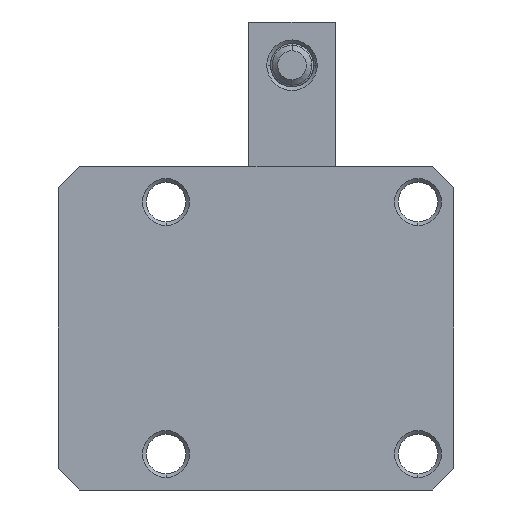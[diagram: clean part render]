
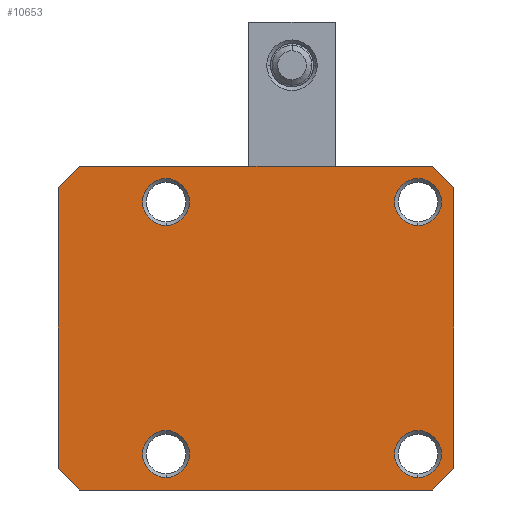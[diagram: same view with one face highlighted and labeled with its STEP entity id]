
A CAD part, front view. The second image highlights one B-rep face of the part: STEP entity #10653.
In plain terms, the highlighted planar face has unit normal (0, -1, 0).
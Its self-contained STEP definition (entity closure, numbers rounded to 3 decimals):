
#86 = LINE ( 'NONE', #16378, #8358 ) ;
#551 = DIRECTION ( 'NONE',  ( -0.707, 0., 0.707 ) ) ;
#711 = CARTESIAN_POINT ( 'NONE',  ( 484.13, 64.989, -21. ) ) ;
#883 = CARTESIAN_POINT ( 'NONE',  ( 458.13, 64.989, -22.5 ) ) ;
#919 = AXIS2_PLACEMENT_3D ( 'NONE', #9864, #16820, #12647 ) ;
#1042 = VECTOR ( 'NONE', #12145, 1000. ) ;
#1460 = EDGE_CURVE ( 'NONE', #7299, #3580, #6730, .T. ) ;
#1622 = DIRECTION ( 'NONE',  ( 0., 0., -1. ) ) ;
#1758 = DIRECTION ( 'NONE',  ( 0., 1., 0. ) ) ;
#1792 = CIRCLE ( 'NONE', #6915, 3.25 ) ;
#1804 = DIRECTION ( 'NONE',  ( 0., 0., -1. ) ) ;
#2099 = ORIENTED_EDGE ( 'NONE', *, *, #13388, .T. ) ;
#2419 = DIRECTION ( 'NONE',  ( 0., 1., 0. ) ) ;
#2431 = VERTEX_POINT ( 'NONE', #3419 ) ;
#2434 = EDGE_CURVE ( 'NONE', #6592, #7162, #17797, .T. ) ;
#2481 = AXIS2_PLACEMENT_3D ( 'NONE', #6783, #9725, #2601 ) ;
#2579 = DIRECTION ( 'NONE',  ( 0., 0., 1. ) ) ;
#2601 = DIRECTION ( 'NONE',  ( 0., 0., -1. ) ) ;
#2772 = AXIS2_PLACEMENT_3D ( 'NONE', #8568, #7243, #1622 ) ;
#3018 = CARTESIAN_POINT ( 'NONE',  ( 480.63, 64.989, -14.25 ) ) ;
#3065 = FACE_BOUND ( 'NONE', #15875, .T. ) ;
#3089 = VERTEX_POINT ( 'NONE', #7511 ) ;
#3267 = VECTOR ( 'NONE', #13530, 1000. ) ;
#3419 = CARTESIAN_POINT ( 'NONE',  ( 430.63, 64.989, -19.5 ) ) ;
#3494 = ORIENTED_EDGE ( 'NONE', *, *, #12077, .T. ) ;
#3578 = ORIENTED_EDGE ( 'NONE', *, *, #5128, .F. ) ;
#3580 = VERTEX_POINT ( 'NONE', #7111 ) ;
#3870 = DIRECTION ( 'NONE',  ( 0., 1., 0. ) ) ;
#4137 = AXIS2_PLACEMENT_3D ( 'NONE', #13000, #1758, #5940 ) ;
#4180 = CIRCLE ( 'NONE', #11582, 3.25 ) ;
#4297 = VERTEX_POINT ( 'NONE', #3018 ) ;
#4552 = PLANE ( 'NONE',  #2772 ) ;
#4596 = LINE ( 'NONE', #883, #11470 ) ;
#4745 = AXIS2_PLACEMENT_3D ( 'NONE', #15858, #15987, #10139 ) ;
#4876 = EDGE_CURVE ( 'NONE', #3089, #8963, #11219, .T. ) ;
#5128 = EDGE_CURVE ( 'NONE', #13470, #3580, #86, .T. ) ;
#5184 = ORIENTED_EDGE ( 'NONE', *, *, #11060, .F. ) ;
#5259 = CARTESIAN_POINT ( 'NONE',  ( 485.63, 64.989, -19.5 ) ) ;
#5295 = VERTEX_POINT ( 'NONE', #18244 ) ;
#5441 = CARTESIAN_POINT ( 'NONE',  ( 485.63, 64.989, 0. ) ) ;
#5492 = LINE ( 'NONE', #711, #3267 ) ;
#5594 = ORIENTED_EDGE ( 'NONE', *, *, #13543, .T. ) ;
#5940 = DIRECTION ( 'NONE',  ( 0., 0., -1. ) ) ;
#5967 = VECTOR ( 'NONE', #12142, 1000. ) ;
#6018 = AXIS2_PLACEMENT_3D ( 'NONE', #6326, #9153, #7787 ) ;
#6091 = CARTESIAN_POINT ( 'NONE',  ( 480.63, 64.989, -20.75 ) ) ;
#6162 = CIRCLE ( 'NONE', #13560, 3.25 ) ;
#6166 = CARTESIAN_POINT ( 'NONE',  ( 480.63, 64.989, 17.5 ) ) ;
#6201 = FACE_BOUND ( 'NONE', #6207, .T. ) ;
#6207 = EDGE_LOOP ( 'NONE', ( #12493, #8302 ) ) ;
#6286 = DIRECTION ( 'NONE',  ( 0., 1., 0. ) ) ;
#6326 = CARTESIAN_POINT ( 'NONE',  ( 480.63, 64.989, 17.5 ) ) ;
#6341 = CARTESIAN_POINT ( 'NONE',  ( 430.63, 64.989, 19.5 ) ) ;
#6542 = ORIENTED_EDGE ( 'NONE', *, *, #12680, .T. ) ;
#6592 = VERTEX_POINT ( 'NONE', #8848 ) ;
#6730 = LINE ( 'NONE', #17443, #15507 ) ;
#6783 = CARTESIAN_POINT ( 'NONE',  ( 480.63, 64.989, -17.5 ) ) ;
#6847 = DIRECTION ( 'NONE',  ( 0., 0., -1. ) ) ;
#6915 = AXIS2_PLACEMENT_3D ( 'NONE', #6166, #6286, #1804 ) ;
#7111 = CARTESIAN_POINT ( 'NONE',  ( 482.63, 64.989, 22.5 ) ) ;
#7162 = VERTEX_POINT ( 'NONE', #11506 ) ;
#7243 = DIRECTION ( 'NONE',  ( 0., -1., 0. ) ) ;
#7299 = VERTEX_POINT ( 'NONE', #7509 ) ;
#7325 = VERTEX_POINT ( 'NONE', #6091 ) ;
#7502 = LINE ( 'NONE', #5441, #10817 ) ;
#7509 = CARTESIAN_POINT ( 'NONE',  ( 485.63, 64.989, 19.5 ) ) ;
#7511 = CARTESIAN_POINT ( 'NONE',  ( 445.63, 64.989, -20.75 ) ) ;
#7588 = CARTESIAN_POINT ( 'NONE',  ( 445.63, 64.989, 14.25 ) ) ;
#7787 = DIRECTION ( 'NONE',  ( 0., 0., -1. ) ) ;
#8033 = EDGE_CURVE ( 'NONE', #7162, #6592, #1792, .T. ) ;
#8302 = ORIENTED_EDGE ( 'NONE', *, *, #8033, .T. ) ;
#8315 = DIRECTION ( 'NONE',  ( 0., 0., -1. ) ) ;
#8358 = VECTOR ( 'NONE', #15018, 1000. ) ;
#8402 = EDGE_LOOP ( 'NONE', ( #14000, #3494 ) ) ;
#8568 = CARTESIAN_POINT ( 'NONE',  ( 430.63, 64.989, 22.5 ) ) ;
#8848 = CARTESIAN_POINT ( 'NONE',  ( 480.63, 64.989, 14.25 ) ) ;
#8963 = VERTEX_POINT ( 'NONE', #16514 ) ;
#9153 = DIRECTION ( 'NONE',  ( 0., 1., 0. ) ) ;
#9480 = CARTESIAN_POINT ( 'NONE',  ( 480.63, 64.989, -17.5 ) ) ;
#9666 = CARTESIAN_POINT ( 'NONE',  ( 445.63, 64.989, -17.5 ) ) ;
#9725 = DIRECTION ( 'NONE',  ( 0., 1., 0. ) ) ;
#9864 = CARTESIAN_POINT ( 'NONE',  ( 445.63, 64.989, 17.5 ) ) ;
#10139 = DIRECTION ( 'NONE',  ( 0., 0., -1. ) ) ;
#10603 = CARTESIAN_POINT ( 'NONE',  ( 432.13, 64.989, -21. ) ) ;
#10653 = ADVANCED_FACE ( 'NONE', ( #3065, #11099, #13881, #6201, #14984 ), #4552, .T. ) ;
#10817 = VECTOR ( 'NONE', #2579, 1000. ) ;
#11060 = EDGE_CURVE ( 'NONE', #2431, #17449, #15871, .T. ) ;
#11099 = FACE_BOUND ( 'NONE', #8402, .T. ) ;
#11144 = EDGE_CURVE ( 'NONE', #7325, #4297, #4180, .T. ) ;
#11219 = CIRCLE ( 'NONE', #4137, 3.25 ) ;
#11230 = CIRCLE ( 'NONE', #2481, 3.25 ) ;
#11251 = CARTESIAN_POINT ( 'NONE',  ( 433.63, 64.989, 22.5 ) ) ;
#11470 = VECTOR ( 'NONE', #17735, 1000. ) ;
#11477 = EDGE_CURVE ( 'NONE', #16293, #13457, #13639, .T. ) ;
#11506 = CARTESIAN_POINT ( 'NONE',  ( 480.63, 64.989, 20.75 ) ) ;
#11566 = ORIENTED_EDGE ( 'NONE', *, *, #15246, .F. ) ;
#11582 = AXIS2_PLACEMENT_3D ( 'NONE', #9480, #3870, #8315 ) ;
#11599 = ORIENTED_EDGE ( 'NONE', *, *, #11477, .T. ) ;
#11644 = ORIENTED_EDGE ( 'NONE', *, *, #11892, .T. ) ;
#11892 = EDGE_CURVE ( 'NONE', #5295, #13217, #4596, .T. ) ;
#11951 = EDGE_CURVE ( 'NONE', #13217, #17967, #5492, .T. ) ;
#11972 = EDGE_CURVE ( 'NONE', #2431, #5295, #12755, .T. ) ;
#12077 = EDGE_CURVE ( 'NONE', #8963, #3089, #6162, .T. ) ;
#12142 = DIRECTION ( 'NONE',  ( 0., 0., 1. ) ) ;
#12145 = DIRECTION ( 'NONE',  ( 0.707, 0., -0.707 ) ) ;
#12467 = CARTESIAN_POINT ( 'NONE',  ( 482.63, 64.989, -22.5 ) ) ;
#12493 = ORIENTED_EDGE ( 'NONE', *, *, #2434, .T. ) ;
#12647 = DIRECTION ( 'NONE',  ( 0., 0., -1. ) ) ;
#12680 = EDGE_CURVE ( 'NONE', #17967, #7299, #7502, .T. ) ;
#12718 = ORIENTED_EDGE ( 'NONE', *, *, #11144, .T. ) ;
#12755 = LINE ( 'NONE', #10603, #1042 ) ;
#13000 = CARTESIAN_POINT ( 'NONE',  ( 445.63, 64.989, -17.5 ) ) ;
#13100 = LINE ( 'NONE', #15920, #17520 ) ;
#13217 = VERTEX_POINT ( 'NONE', #12467 ) ;
#13388 = EDGE_CURVE ( 'NONE', #4297, #7325, #11230, .T. ) ;
#13457 = VERTEX_POINT ( 'NONE', #16914 ) ;
#13470 = VERTEX_POINT ( 'NONE', #11251 ) ;
#13530 = DIRECTION ( 'NONE',  ( 0.707, 0., 0.707 ) ) ;
#13543 = EDGE_CURVE ( 'NONE', #13457, #16293, #15136, .T. ) ;
#13560 = AXIS2_PLACEMENT_3D ( 'NONE', #9666, #2419, #6847 ) ;
#13639 = CIRCLE ( 'NONE', #919, 3.25 ) ;
#13881 = FACE_BOUND ( 'NONE', #14850, .T. ) ;
#14000 = ORIENTED_EDGE ( 'NONE', *, *, #4876, .T. ) ;
#14305 = DIRECTION ( 'NONE',  ( 0.707, 0., 0.707 ) ) ;
#14514 = ORIENTED_EDGE ( 'NONE', *, *, #11972, .T. ) ;
#14850 = EDGE_LOOP ( 'NONE', ( #11599, #5594 ) ) ;
#14984 = FACE_OUTER_BOUND ( 'NONE', #17539, .T. ) ;
#15018 = DIRECTION ( 'NONE',  ( 1., 0., 0. ) ) ;
#15136 = CIRCLE ( 'NONE', #4745, 3.25 ) ;
#15246 = EDGE_CURVE ( 'NONE', #17449, #13470, #13100, .T. ) ;
#15507 = VECTOR ( 'NONE', #551, 1000. ) ;
#15694 = ORIENTED_EDGE ( 'NONE', *, *, #1460, .T. ) ;
#15858 = CARTESIAN_POINT ( 'NONE',  ( 445.63, 64.989, 17.5 ) ) ;
#15871 = LINE ( 'NONE', #17666, #5967 ) ;
#15875 = EDGE_LOOP ( 'NONE', ( #12718, #2099 ) ) ;
#15920 = CARTESIAN_POINT ( 'NONE',  ( 432.13, 64.989, 21. ) ) ;
#15987 = DIRECTION ( 'NONE',  ( 0., 1., 0. ) ) ;
#16085 = ORIENTED_EDGE ( 'NONE', *, *, #11951, .T. ) ;
#16293 = VERTEX_POINT ( 'NONE', #7588 ) ;
#16378 = CARTESIAN_POINT ( 'NONE',  ( 458.13, 64.989, 22.5 ) ) ;
#16514 = CARTESIAN_POINT ( 'NONE',  ( 445.63, 64.989, -14.25 ) ) ;
#16820 = DIRECTION ( 'NONE',  ( 0., 1., 0. ) ) ;
#16914 = CARTESIAN_POINT ( 'NONE',  ( 445.63, 64.989, 20.75 ) ) ;
#17443 = CARTESIAN_POINT ( 'NONE',  ( 485.63, 64.989, 19.5 ) ) ;
#17449 = VERTEX_POINT ( 'NONE', #6341 ) ;
#17520 = VECTOR ( 'NONE', #14305, 1000. ) ;
#17539 = EDGE_LOOP ( 'NONE', ( #15694, #3578, #11566, #5184, #14514, #11644, #16085, #6542 ) ) ;
#17666 = CARTESIAN_POINT ( 'NONE',  ( 430.63, 64.989, 0. ) ) ;
#17735 = DIRECTION ( 'NONE',  ( 1., 0., 0. ) ) ;
#17797 = CIRCLE ( 'NONE', #6018, 3.25 ) ;
#17967 = VERTEX_POINT ( 'NONE', #5259 ) ;
#18244 = CARTESIAN_POINT ( 'NONE',  ( 433.63, 64.989, -22.5 ) ) ;
